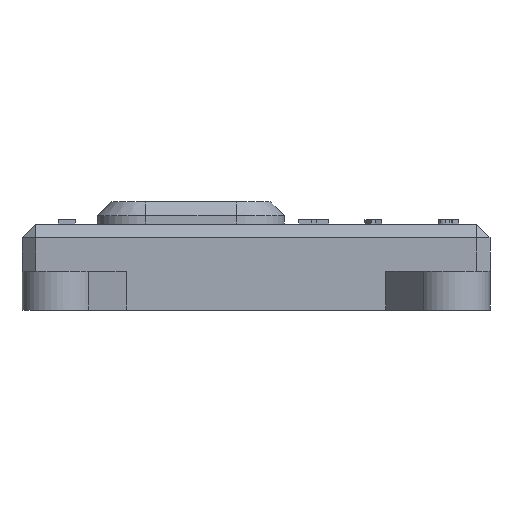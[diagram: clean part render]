
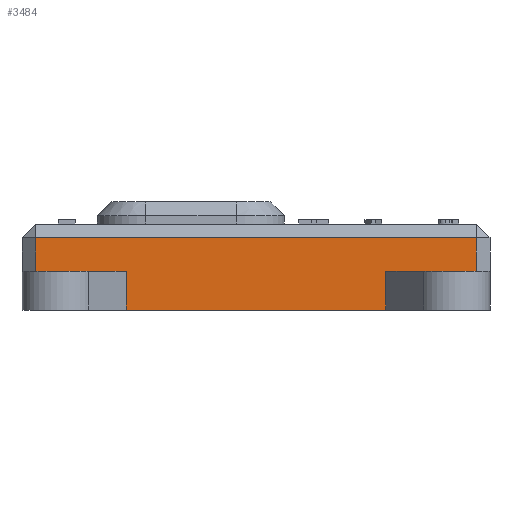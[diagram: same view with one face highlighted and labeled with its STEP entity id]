
A CAD part, left-side view. The second image highlights one B-rep face of the part: STEP entity #3484.
In plain terms, the highlighted planar face has unit normal (-1, 0, 0).
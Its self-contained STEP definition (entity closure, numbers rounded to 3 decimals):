
#356=FACE_OUTER_BOUND('',#559,.T.);
#559=EDGE_LOOP('',(#2884,#2885,#2886,#2887,#2888,#2889,#2890,#2891));
#782=LINE('',#5557,#1159);
#888=LINE('',#5851,#1265);
#892=LINE('',#5861,#1269);
#895=LINE('',#5867,#1272);
#901=LINE('',#5880,#1278);
#904=LINE('',#5886,#1281);
#905=LINE('',#5889,#1282);
#906=LINE('',#5890,#1283);
#1159=VECTOR('',#4047,10.);
#1265=VECTOR('',#4323,10.);
#1269=VECTOR('',#4333,10.);
#1272=VECTOR('',#4338,10.);
#1278=VECTOR('',#4350,10.);
#1281=VECTOR('',#4355,10.);
#1282=VECTOR('',#4358,10.);
#1283=VECTOR('',#4359,10.);
#1546=VERTEX_POINT('',#5554);
#1547=VERTEX_POINT('',#5556);
#1650=VERTEX_POINT('',#5850);
#1653=VERTEX_POINT('',#5860);
#1655=VERTEX_POINT('',#5866);
#1659=VERTEX_POINT('',#5878);
#1661=VERTEX_POINT('',#5884);
#1662=VERTEX_POINT('',#5888);
#1936=EDGE_CURVE('',#1546,#1547,#782,.T.);
#2082=EDGE_CURVE('',#1650,#1547,#888,.T.);
#2087=EDGE_CURVE('',#1653,#1650,#892,.T.);
#2090=EDGE_CURVE('',#1653,#1655,#895,.T.);
#2097=EDGE_CURVE('',#1546,#1659,#901,.T.);
#2100=EDGE_CURVE('',#1659,#1661,#904,.T.);
#2101=EDGE_CURVE('',#1662,#1661,#905,.T.);
#2102=EDGE_CURVE('',#1655,#1662,#906,.T.);
#2884=ORIENTED_EDGE('',*,*,#2082,.T.);
#2885=ORIENTED_EDGE('',*,*,#1936,.F.);
#2886=ORIENTED_EDGE('',*,*,#2097,.T.);
#2887=ORIENTED_EDGE('',*,*,#2100,.T.);
#2888=ORIENTED_EDGE('',*,*,#2101,.F.);
#2889=ORIENTED_EDGE('',*,*,#2102,.F.);
#2890=ORIENTED_EDGE('',*,*,#2090,.F.);
#2891=ORIENTED_EDGE('',*,*,#2087,.T.);
#3317=PLANE('',#3712);
#3484=ADVANCED_FACE('',(#356),#3317,.T.);
#3712=AXIS2_PLACEMENT_3D('',#5887,#4356,#4357);
#4047=DIRECTION('',(0.,1.,0.));
#4323=DIRECTION('',(0.,0.,-1.));
#4333=DIRECTION('',(0.,-1.,0.));
#4338=DIRECTION('',(0.,0.,1.));
#4350=DIRECTION('',(0.,0.,1.));
#4355=DIRECTION('',(0.,-1.,0.));
#4356=DIRECTION('center_axis',(-1.,0.,0.));
#4357=DIRECTION('ref_axis',(0.,-1.,0.));
#4358=DIRECTION('',(0.,0.,-1.));
#4359=DIRECTION('',(0.,-1.,0.));
#5554=CARTESIAN_POINT('',(-40.195,-28.625,-3.698));
#5556=CARTESIAN_POINT('',(-40.195,28.625,-3.698));
#5557=CARTESIAN_POINT('',(-40.195,-14.313,-3.698));
#5850=CARTESIAN_POINT('',(-40.195,28.625,4.825));
#5851=CARTESIAN_POINT('',(-40.195,28.625,-3.175));
#5860=CARTESIAN_POINT('',(-40.195,48.625,4.825));
#5861=CARTESIAN_POINT('',(-40.195,45.875,4.825));
#5866=CARTESIAN_POINT('',(-40.195,48.625,12.269));
#5867=CARTESIAN_POINT('',(-40.195,48.625,-3.175));
#5878=CARTESIAN_POINT('',(-40.195,-28.625,4.825));
#5880=CARTESIAN_POINT('',(-40.195,-28.625,-3.175));
#5884=CARTESIAN_POINT('',(-40.195,-48.625,4.825));
#5886=CARTESIAN_POINT('',(-40.195,5.75,4.825));
#5887=CARTESIAN_POINT('Origin',(-40.195,51.625,-3.175));
#5888=CARTESIAN_POINT('',(-40.195,-48.625,12.269));
#5889=CARTESIAN_POINT('',(-40.195,-48.625,-3.175));
#5890=CARTESIAN_POINT('',(-40.195,25.813,12.269));
